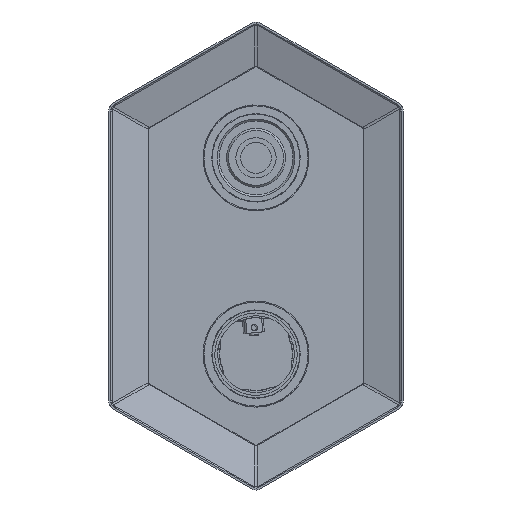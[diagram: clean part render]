
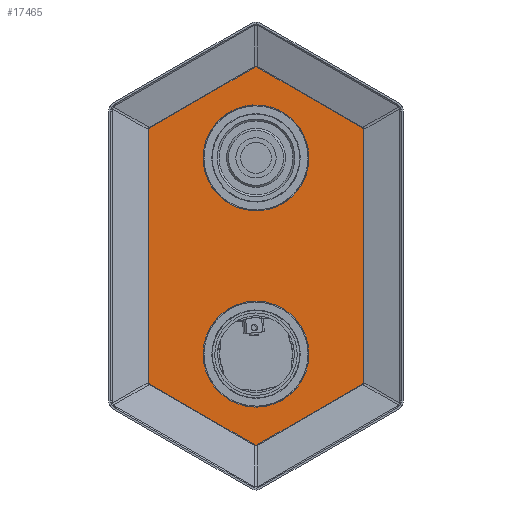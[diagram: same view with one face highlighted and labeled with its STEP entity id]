
A CAD part, front view. The second image highlights one B-rep face of the part: STEP entity #17465.
In plain terms, the highlighted planar face has unit normal (0, -1, 0).
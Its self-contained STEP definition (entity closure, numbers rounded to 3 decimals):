
#17256=CARTESIAN_POINT('Axis2P3D Location',(0.,10.,-50.)) ;
#17260=CARTESIAN_POINT('Vertex',(27.,10.,-50.)) ;
#17262=CARTESIAN_POINT('Vertex',(-27.,10.,-50.)) ;
#17291=CARTESIAN_POINT('Axis2P3D Location',(0.,10.,-50.)) ;
#17308=CARTESIAN_POINT('Axis2P3D Location',(0.,10.,0.)) ;
#17314=CARTESIAN_POINT('Control Point',(-0.431,10.,96.318)) ;
#17315=CARTESIAN_POINT('Control Point',(-0.227,10.,96.436)) ;
#17316=CARTESIAN_POINT('Control Point',(0.,10.,96.491)) ;
#17317=CARTESIAN_POINT('Control Point',(0.227,10.,96.436)) ;
#17318=CARTESIAN_POINT('Control Point',(0.431,10.,96.318)) ;
#17319=CARTESIAN_POINT('Vertex',(-0.431,10.,96.318)) ;
#17321=CARTESIAN_POINT('Vertex',(0.431,10.,96.318)) ;
#17325=CARTESIAN_POINT('Control Point',(-0.431,10.,96.318)) ;
#17326=CARTESIAN_POINT('Control Point',(-54.275,10.,65.231)) ;
#17327=CARTESIAN_POINT('Vertex',(-54.275,10.,65.231)) ;
#17331=CARTESIAN_POINT('Control Point',(-54.706,10.,64.485)) ;
#17332=CARTESIAN_POINT('Control Point',(-54.706,10.,64.72)) ;
#17333=CARTESIAN_POINT('Control Point',(-54.641,10.,64.945)) ;
#17334=CARTESIAN_POINT('Control Point',(-54.479,10.,65.113)) ;
#17335=CARTESIAN_POINT('Control Point',(-54.275,10.,65.231)) ;
#17336=CARTESIAN_POINT('Vertex',(-54.706,10.,64.485)) ;
#17339=CARTESIAN_POINT('Line Origine',(-54.706,10.,0.)) ;
#17343=CARTESIAN_POINT('Vertex',(-54.706,10.,-64.485)) ;
#17347=CARTESIAN_POINT('Control Point',(-54.706,10.,-64.485)) ;
#17348=CARTESIAN_POINT('Control Point',(-54.706,10.,-64.72)) ;
#17349=CARTESIAN_POINT('Control Point',(-54.641,10.,-64.945)) ;
#17350=CARTESIAN_POINT('Control Point',(-54.479,10.,-65.113)) ;
#17351=CARTESIAN_POINT('Control Point',(-54.275,10.,-65.231)) ;
#17352=CARTESIAN_POINT('Vertex',(-54.275,10.,-65.231)) ;
#17356=CARTESIAN_POINT('Control Point',(-0.431,10.,-96.318)) ;
#17357=CARTESIAN_POINT('Control Point',(-54.275,10.,-65.231)) ;
#17358=CARTESIAN_POINT('Vertex',(-0.431,10.,-96.318)) ;
#17362=CARTESIAN_POINT('Control Point',(-0.431,10.,-96.318)) ;
#17363=CARTESIAN_POINT('Control Point',(-0.227,10.,-96.436)) ;
#17364=CARTESIAN_POINT('Control Point',(0.,10.,-96.491)) ;
#17365=CARTESIAN_POINT('Control Point',(0.227,10.,-96.436)) ;
#17366=CARTESIAN_POINT('Control Point',(0.431,10.,-96.318)) ;
#17367=CARTESIAN_POINT('Vertex',(0.431,10.,-96.318)) ;
#17371=CARTESIAN_POINT('Control Point',(0.431,10.,-96.318)) ;
#17372=CARTESIAN_POINT('Control Point',(54.275,10.,-65.231)) ;
#17373=CARTESIAN_POINT('Vertex',(54.275,10.,-65.231)) ;
#17377=CARTESIAN_POINT('Control Point',(54.275,10.,-65.231)) ;
#17378=CARTESIAN_POINT('Control Point',(54.479,10.,-65.113)) ;
#17379=CARTESIAN_POINT('Control Point',(54.641,10.,-64.944)) ;
#17380=CARTESIAN_POINT('Control Point',(54.706,10.,-64.72)) ;
#17381=CARTESIAN_POINT('Control Point',(54.706,10.,-64.485)) ;
#17382=CARTESIAN_POINT('Vertex',(54.706,10.,-64.485)) ;
#17385=CARTESIAN_POINT('Line Origine',(54.706,10.,0.)) ;
#17389=CARTESIAN_POINT('Vertex',(54.706,10.,64.485)) ;
#17393=CARTESIAN_POINT('Control Point',(54.275,10.,65.231)) ;
#17394=CARTESIAN_POINT('Control Point',(54.479,10.,65.113)) ;
#17395=CARTESIAN_POINT('Control Point',(54.641,10.,64.944)) ;
#17396=CARTESIAN_POINT('Control Point',(54.706,10.,64.72)) ;
#17397=CARTESIAN_POINT('Control Point',(54.706,10.,64.485)) ;
#17398=CARTESIAN_POINT('Vertex',(54.275,10.,65.231)) ;
#17402=CARTESIAN_POINT('Control Point',(0.431,10.,96.318)) ;
#17403=CARTESIAN_POINT('Control Point',(54.275,10.,65.231)) ;
#17420=CARTESIAN_POINT('Control Point',(27.,10.,50.)) ;
#17421=CARTESIAN_POINT('Control Point',(27.,10.,45.759)) ;
#17422=CARTESIAN_POINT('Control Point',(26.167,10.,41.518)) ;
#17423=CARTESIAN_POINT('Control Point',(24.501,10.,37.495)) ;
#17424=CARTESIAN_POINT('Control Point',(19.681,10.,30.319)) ;
#17425=CARTESIAN_POINT('Control Point',(12.505,10.,25.499)) ;
#17426=CARTESIAN_POINT('Control Point',(8.482,10.,23.833)) ;
#17427=CARTESIAN_POINT('Control Point',(0.,10.,22.167)) ;
#17428=CARTESIAN_POINT('Control Point',(-8.482,10.,23.833)) ;
#17429=CARTESIAN_POINT('Control Point',(-12.505,10.,25.499)) ;
#17430=CARTESIAN_POINT('Control Point',(-19.681,10.,30.319)) ;
#17431=CARTESIAN_POINT('Control Point',(-24.501,10.,37.495)) ;
#17432=CARTESIAN_POINT('Control Point',(-26.167,10.,41.518)) ;
#17433=CARTESIAN_POINT('Control Point',(-27.,10.,45.759)) ;
#17434=CARTESIAN_POINT('Control Point',(-27.,10.,50.)) ;
#17435=CARTESIAN_POINT('Vertex',(-27.,10.,50.)) ;
#17437=CARTESIAN_POINT('Vertex',(27.,10.,50.)) ;
#17441=CARTESIAN_POINT('Control Point',(-27.,10.,50.)) ;
#17442=CARTESIAN_POINT('Control Point',(-27.,10.,54.241)) ;
#17443=CARTESIAN_POINT('Control Point',(-26.167,10.,58.482)) ;
#17444=CARTESIAN_POINT('Control Point',(-24.501,10.,62.505)) ;
#17445=CARTESIAN_POINT('Control Point',(-19.681,10.,69.681)) ;
#17446=CARTESIAN_POINT('Control Point',(-12.505,10.,74.501)) ;
#17447=CARTESIAN_POINT('Control Point',(-8.482,10.,76.167)) ;
#17448=CARTESIAN_POINT('Control Point',(0.,10.,77.833)) ;
#17449=CARTESIAN_POINT('Control Point',(8.482,10.,76.167)) ;
#17450=CARTESIAN_POINT('Control Point',(12.505,10.,74.501)) ;
#17451=CARTESIAN_POINT('Control Point',(19.681,10.,69.681)) ;
#17452=CARTESIAN_POINT('Control Point',(24.501,10.,62.505)) ;
#17453=CARTESIAN_POINT('Control Point',(26.167,10.,58.482)) ;
#17454=CARTESIAN_POINT('Control Point',(27.,10.,54.241)) ;
#17455=CARTESIAN_POINT('Control Point',(27.,10.,50.)) ;
#17341=VECTOR('Line Direction',#17340,1.) ;
#17387=VECTOR('Line Direction',#17386,1.) ;
#17257=DIRECTION('Axis2P3D Direction',(0.,1.,0.)) ;
#17292=DIRECTION('Axis2P3D Direction',(0.,1.,0.)) ;
#17309=DIRECTION('Axis2P3D Direction',(0.,1.,-0.)) ;
#17310=DIRECTION('Axis2P3D XDirection',(-1.,0.,0.)) ;
#17340=DIRECTION('Vector Direction',(0.,0.,1.)) ;
#17386=DIRECTION('Vector Direction',(0.,0.,1.)) ;
#17258=AXIS2_PLACEMENT_3D('Circle Axis2P3D',#17256,#17257,$) ;
#17293=AXIS2_PLACEMENT_3D('Circle Axis2P3D',#17291,#17292,$) ;
#17311=AXIS2_PLACEMENT_3D('Plane Axis2P3D',#17308,#17309,#17310) ;
#17342=LINE('Line',#17339,#17341) ;
#17388=LINE('Line',#17385,#17387) ;
#17259=CIRCLE('generated circle',#17258,27.) ;
#17294=CIRCLE('generated circle',#17293,27.) ;
#17312=PLANE('',#17311) ;
#17460=FACE_BOUND('',#17457,.T.) ;
#17464=FACE_BOUND('',#17461,.T.) ;
#17264=EDGE_CURVE('',#17261,#17263,#17259,.T.) ;
#17295=EDGE_CURVE('',#17263,#17261,#17294,.T.) ;
#17323=EDGE_CURVE('',#17320,#17322,#17313,.T.) ;
#17329=EDGE_CURVE('',#17320,#17328,#17324,.T.) ;
#17338=EDGE_CURVE('',#17337,#17328,#17330,.T.) ;
#17345=EDGE_CURVE('',#17344,#17337,#17342,.T.) ;
#17354=EDGE_CURVE('',#17344,#17353,#17346,.T.) ;
#17360=EDGE_CURVE('',#17359,#17353,#17355,.T.) ;
#17369=EDGE_CURVE('',#17359,#17368,#17361,.T.) ;
#17375=EDGE_CURVE('',#17368,#17374,#17370,.T.) ;
#17384=EDGE_CURVE('',#17374,#17383,#17376,.T.) ;
#17391=EDGE_CURVE('',#17383,#17390,#17388,.T.) ;
#17400=EDGE_CURVE('',#17399,#17390,#17392,.T.) ;
#17404=EDGE_CURVE('',#17322,#17399,#17401,.T.) ;
#17439=EDGE_CURVE('',#17436,#17438,#17419,.F.) ;
#17456=EDGE_CURVE('',#17438,#17436,#17440,.F.) ;
#17406=ORIENTED_EDGE('',*,*,#17323,.F.) ;
#17407=ORIENTED_EDGE('',*,*,#17329,.T.) ;
#17408=ORIENTED_EDGE('',*,*,#17338,.F.) ;
#17409=ORIENTED_EDGE('',*,*,#17345,.F.) ;
#17410=ORIENTED_EDGE('',*,*,#17354,.T.) ;
#17411=ORIENTED_EDGE('',*,*,#17360,.F.) ;
#17412=ORIENTED_EDGE('',*,*,#17369,.T.) ;
#17413=ORIENTED_EDGE('',*,*,#17375,.T.) ;
#17414=ORIENTED_EDGE('',*,*,#17384,.T.) ;
#17415=ORIENTED_EDGE('',*,*,#17391,.T.) ;
#17416=ORIENTED_EDGE('',*,*,#17400,.F.) ;
#17417=ORIENTED_EDGE('',*,*,#17404,.F.) ;
#17458=ORIENTED_EDGE('',*,*,#17439,.F.) ;
#17459=ORIENTED_EDGE('',*,*,#17456,.F.) ;
#17462=ORIENTED_EDGE('',*,*,#17264,.T.) ;
#17463=ORIENTED_EDGE('',*,*,#17295,.T.) ;
#17405=EDGE_LOOP('',(#17406,#17407,#17408,#17409,#17410,#17411,#17412,#17413,#17414,#17415,#17416,#17417)) ;
#17457=EDGE_LOOP('',(#17458,#17459)) ;
#17461=EDGE_LOOP('',(#17462,#17463)) ;
#17261=VERTEX_POINT('',#17260) ;
#17263=VERTEX_POINT('',#17262) ;
#17320=VERTEX_POINT('',#17319) ;
#17322=VERTEX_POINT('',#17321) ;
#17328=VERTEX_POINT('',#17327) ;
#17337=VERTEX_POINT('',#17336) ;
#17344=VERTEX_POINT('',#17343) ;
#17353=VERTEX_POINT('',#17352) ;
#17359=VERTEX_POINT('',#17358) ;
#17368=VERTEX_POINT('',#17367) ;
#17374=VERTEX_POINT('',#17373) ;
#17383=VERTEX_POINT('',#17382) ;
#17390=VERTEX_POINT('',#17389) ;
#17399=VERTEX_POINT('',#17398) ;
#17436=VERTEX_POINT('',#17435) ;
#17438=VERTEX_POINT('',#17437) ;
#17465=ADVANCED_FACE('PartBody',(#17418,#17460,#17464),#17312,.F.) ;
#17313=B_SPLINE_CURVE_WITH_KNOTS('',4,(#17314,#17315,#17316,#17317,#17318),.UNSPECIFIED.,.F.,.U.,(5,5),(37.811,39.537),.UNSPECIFIED.) ;
#17324=B_SPLINE_CURVE_WITH_KNOTS('',1,(#17325,#17326),.UNSPECIFIED.,.F.,.U.,(2,2),(-24.879,37.296),.UNSPECIFIED.) ;
#17330=B_SPLINE_CURVE_WITH_KNOTS('',4,(#17331,#17332,#17333,#17334,#17335),.UNSPECIFIED.,.F.,.U.,(5,5),(37.814,39.54),.UNSPECIFIED.) ;
#17346=B_SPLINE_CURVE_WITH_KNOTS('',4,(#17347,#17348,#17349,#17350,#17351),.UNSPECIFIED.,.F.,.U.,(5,5),(37.814,39.54),.UNSPECIFIED.) ;
#17355=B_SPLINE_CURVE_WITH_KNOTS('',1,(#17356,#17357),.UNSPECIFIED.,.F.,.U.,(2,2),(-24.879,37.296),.UNSPECIFIED.) ;
#17361=B_SPLINE_CURVE_WITH_KNOTS('',4,(#17362,#17363,#17364,#17365,#17366),.UNSPECIFIED.,.F.,.U.,(5,5),(37.811,39.537),.UNSPECIFIED.) ;
#17370=B_SPLINE_CURVE_WITH_KNOTS('',1,(#17371,#17372),.UNSPECIFIED.,.F.,.U.,(2,2),(-24.879,37.296),.UNSPECIFIED.) ;
#17376=B_SPLINE_CURVE_WITH_KNOTS('',4,(#17377,#17378,#17379,#17380,#17381),.UNSPECIFIED.,.F.,.U.,(5,5),(37.811,39.537),.UNSPECIFIED.) ;
#17392=B_SPLINE_CURVE_WITH_KNOTS('',4,(#17393,#17394,#17395,#17396,#17397),.UNSPECIFIED.,.F.,.U.,(5,5),(37.811,39.537),.UNSPECIFIED.) ;
#17401=B_SPLINE_CURVE_WITH_KNOTS('',1,(#17402,#17403),.UNSPECIFIED.,.F.,.U.,(2,2),(-24.879,37.296),.UNSPECIFIED.) ;
#17419=B_SPLINE_CURVE_WITH_KNOTS('',5,(#17420,#17421,#17422,#17423,#17424,#17425,#17426,#17427,#17428,#17429,#17430,#17431,#17432,#17433,#17434),.UNSPECIFIED.,.F.,.U.,(6,3,3,3,6),(84.823,106.029,127.235,148.44,169.646),.UNSPECIFIED.) ;
#17440=B_SPLINE_CURVE_WITH_KNOTS('',5,(#17441,#17442,#17443,#17444,#17445,#17446,#17447,#17448,#17449,#17450,#17451,#17452,#17453,#17454,#17455),.UNSPECIFIED.,.F.,.U.,(6,3,3,3,6),(0.,21.206,42.412,63.617,84.823),.UNSPECIFIED.) ;
#17418=FACE_OUTER_BOUND('',#17405,.T.) ;
